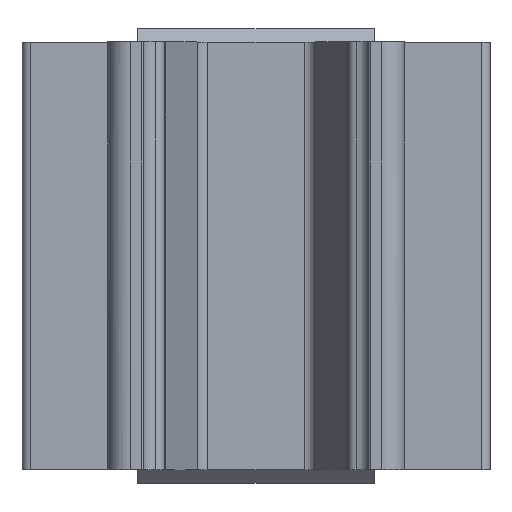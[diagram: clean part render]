
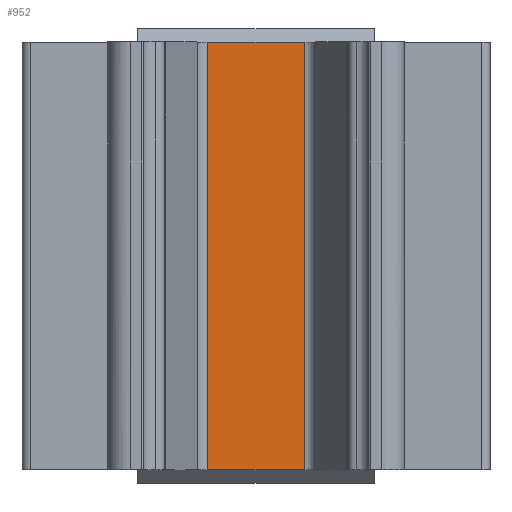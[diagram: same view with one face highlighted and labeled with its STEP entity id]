
A CAD part, top view. The second image highlights one B-rep face of the part: STEP entity #952.
In plain terms, the highlighted planar face has unit normal (0, 0, 1).
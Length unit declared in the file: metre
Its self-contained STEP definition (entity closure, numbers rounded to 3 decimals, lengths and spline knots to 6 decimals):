
#213=DIRECTION('',(0.,1.,0.));
#214=VECTOR('',#213,0.0096);
#215=CARTESIAN_POINT('',(-0.044561,0.0312,-0.001183));
#216=LINE('',#215,#214);
#221=DIRECTION('',(-1.,0.,0.));
#222=VECTOR('',#221,0.002164);
#223=CARTESIAN_POINT('',(-0.042397,0.0408,-0.001183));
#224=LINE('',#223,#222);
#229=DIRECTION('',(0.,-1.,0.));
#230=VECTOR('',#229,0.0096);
#231=CARTESIAN_POINT('',(-0.042397,0.0408,-0.001183));
#232=LINE('',#231,#230);
#463=DIRECTION('',(-1.,0.,0.));
#464=VECTOR('',#463,0.002164);
#465=CARTESIAN_POINT('',(-0.042397,0.0312,-0.001183));
#466=LINE('',#465,#464);
#681=CARTESIAN_POINT('',(-0.042397,0.0312,-0.001183));
#682=VERTEX_POINT('',#681);
#683=CARTESIAN_POINT('',(-0.044561,0.0312,-0.001183));
#684=VERTEX_POINT('',#683);
#708=CARTESIAN_POINT('',(-0.044561,0.0408,-0.001183));
#710=VERTEX_POINT('',#708);
#711=CARTESIAN_POINT('',(-0.042397,0.0408,-0.001183));
#712=VERTEX_POINT('',#711);
#939=CARTESIAN_POINT('',(-0.040853,-0.0096,-0.001183));
#940=DIRECTION('',(0.,0.,-1.));
#941=DIRECTION('',(-1.,0.,0.));
#942=AXIS2_PLACEMENT_3D('',#939,#940,#941);
#943=PLANE('',#942);
#945=ORIENTED_EDGE('',*,*,#944,.T.);
#947=ORIENTED_EDGE('',*,*,#946,.T.);
#948=ORIENTED_EDGE('',*,*,#930,.T.);
#949=ORIENTED_EDGE('',*,*,#911,.F.);
#950=EDGE_LOOP('',(#945,#947,#948,#949));
#951=FACE_OUTER_BOUND('',#950,.F.);
#911=EDGE_CURVE('',#712,#710,#224,.T.);
#930=EDGE_CURVE('',#684,#710,#216,.T.);
#944=EDGE_CURVE('',#712,#682,#232,.T.);
#946=EDGE_CURVE('',#682,#684,#466,.T.);
#952=ADVANCED_FACE('',(#951),#943,.F.);
